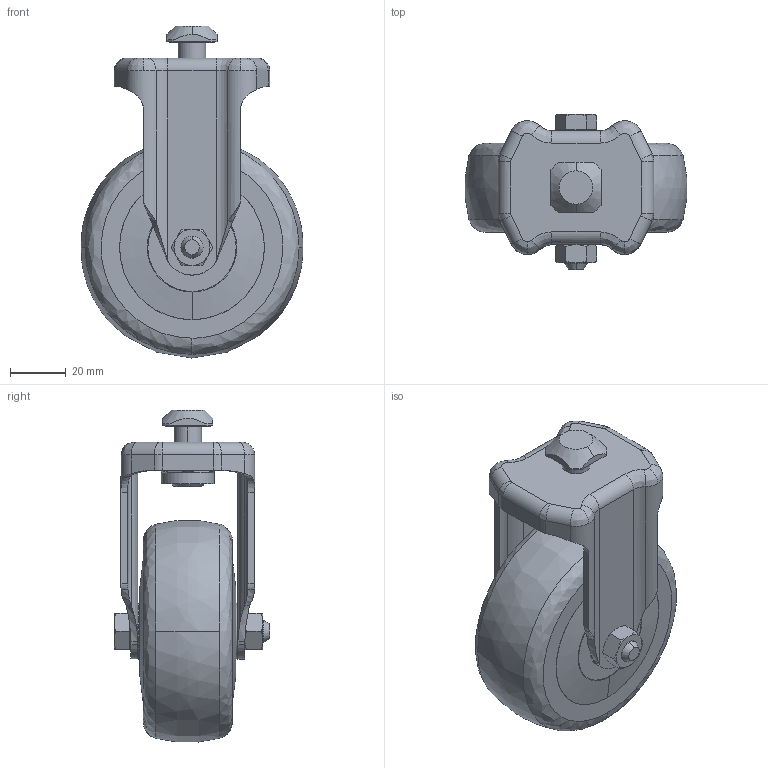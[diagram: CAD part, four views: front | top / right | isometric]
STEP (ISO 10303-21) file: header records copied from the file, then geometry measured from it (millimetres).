
FILE_DESCRIPTION (( 'STEP AP203' ), '1' );
FILE_NAME ('3_842_541_242_Bosch.step', '2024-06-10T08:50:37', ( '' ), ( '' ), 'SwSTEP 2.0', 'SolidWorks 2014', '' );
FILE_SCHEMA (( 'CONFIG_CONTROL_DESIGN' ));
Length unit declared in the file: millimetre
Products named in the file (1): 3_842_541_242_Bosch
Bounding box: 79.66 x 56 x 119.43 mm (x, y, z)
Volume: 182493.2 mm3; surface area: 35453.4 mm2
Topology: 1 solids, 1 shells, 263 faces, 614 edges, 370 vertices
Faces by surface type: bspline 80, plane 69, cylinder 67, cone 47
Entity records: 18845 total; most frequent: CARTESIAN_POINT 13481, ORIENTED_EDGE 1228, DIRECTION 899, EDGE_CURVE 614, VERTEX_POINT 370, AXIS2_PLACEMENT_3D 351, EDGE_LOOP 282, ADVANCED_FACE 263
